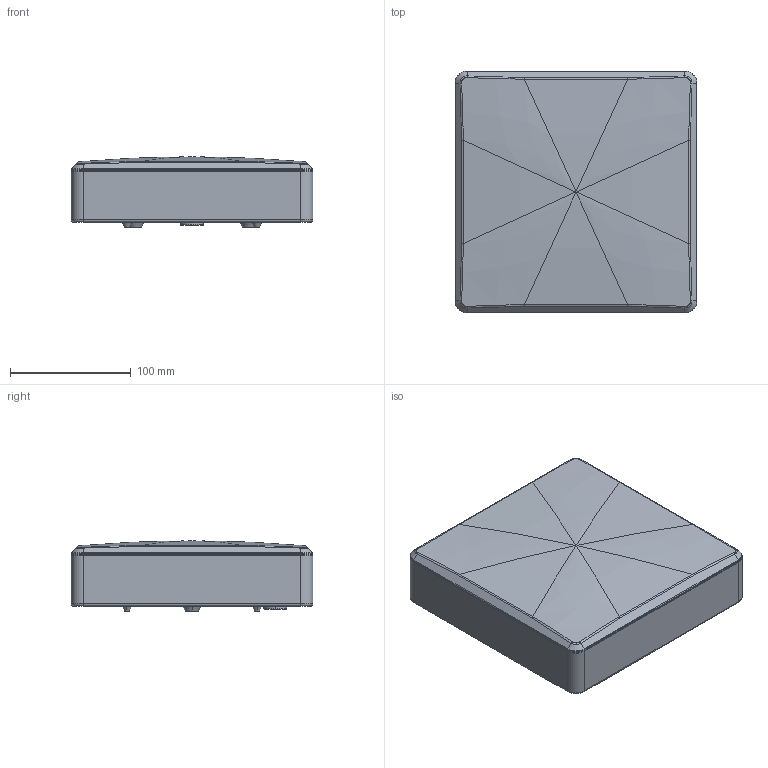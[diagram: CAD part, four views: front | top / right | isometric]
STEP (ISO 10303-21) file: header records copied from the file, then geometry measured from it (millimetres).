
FILE_DESCRIPTION (( 'STEP AP214' ), '1' );
FILE_NAME ('LLPO0-3026-1-9-K01 Ñâåòèëüíèê ËÏÎ3026 1õ9Âò 230Âò G23 IP20 ÈÝÊ.STEP', '2017-07-04T12:36:53', ( '' ), ( '' ), 'SwSTEP 2.0', 'SolidWorks 2014', '' );
FILE_SCHEMA (( 'AUTOMOTIVE_DESIGN' ));
Length unit declared in the file: millimetre
Products named in the file (1): LLPO0-3026-1-9-K01 Ñâåòèëüíèê ËÏÎ3026 1õ9Âò 230Âò G23 IP20 ÈÝÊ
Bounding box: 200 x 200 x 58 mm (x, y, z)
Volume: 2048444.1 mm3; surface area: 117117.6 mm2
Topology: 1 solids, 1 shells, 110 faces, 242 edges, 143 vertices
Faces by surface type: cylinder 38, plane 30, cone 16, bspline 16, torus 10
Entity records: 3516 total; most frequent: CARTESIAN_POINT 1132, DIRECTION 508, ORIENTED_EDGE 476, EDGE_CURVE 238, AXIS2_PLACEMENT_3D 207, VERTEX_POINT 143, EDGE_LOOP 123, CIRCLE 112
